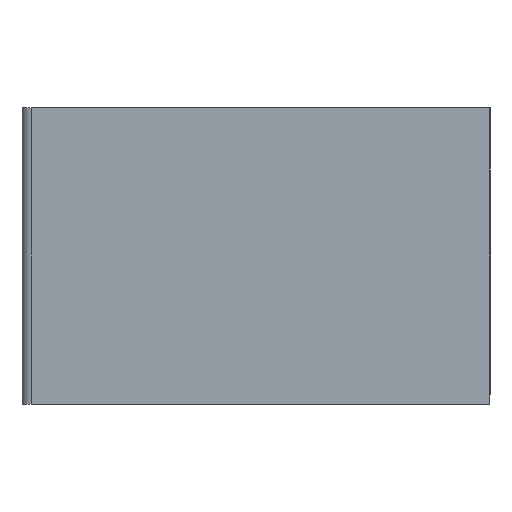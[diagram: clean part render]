
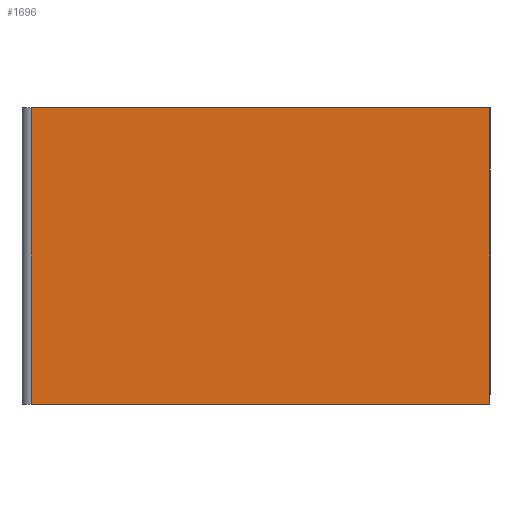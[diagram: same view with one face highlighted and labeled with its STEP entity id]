
A CAD part, left-side view. The second image highlights one B-rep face of the part: STEP entity #1696.
In plain terms, the highlighted planar face has unit normal (-1, 0, 0).
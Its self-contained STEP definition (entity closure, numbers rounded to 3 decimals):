
#107 = VERTEX_POINT('',#108);
#108 = CARTESIAN_POINT('',(0.,147.,0.));
#115 = EDGE_CURVE('',#107,#116,#118,.T.);
#116 = VERTEX_POINT('',#117);
#117 = CARTESIAN_POINT('',(0.,0.,0.));
#118 = LINE('',#119,#120);
#119 = CARTESIAN_POINT('',(0.,150.,0.));
#120 = VECTOR('',#121,1.);
#121 = DIRECTION('',(0.,-1.,0.));
#694 = EDGE_CURVE('',#116,#695,#697,.T.);
#695 = VERTEX_POINT('',#696);
#696 = CARTESIAN_POINT('',(0.,0.,95.));
#697 = LINE('',#698,#699);
#698 = CARTESIAN_POINT('',(0.,0.,0.));
#699 = VECTOR('',#700,1.);
#700 = DIRECTION('',(0.,0.,1.));
#1696 = ADVANCED_FACE('',(#1697),#1715,.F.);
#1697 = FACE_BOUND('',#1698,.F.);
#1698 = EDGE_LOOP('',(#1699,#1700,#1708,#1714));
#1699 = ORIENTED_EDGE('',*,*,#115,.F.);
#1700 = ORIENTED_EDGE('',*,*,#1701,.T.);
#1701 = EDGE_CURVE('',#107,#1702,#1704,.T.);
#1702 = VERTEX_POINT('',#1703);
#1703 = CARTESIAN_POINT('',(0.,147.,95.));
#1704 = LINE('',#1705,#1706);
#1705 = CARTESIAN_POINT('',(0.,147.,0.));
#1706 = VECTOR('',#1707,1.);
#1707 = DIRECTION('',(0.,0.,1.));
#1708 = ORIENTED_EDGE('',*,*,#1709,.T.);
#1709 = EDGE_CURVE('',#1702,#695,#1710,.T.);
#1710 = LINE('',#1711,#1712);
#1711 = CARTESIAN_POINT('',(0.,150.,95.));
#1712 = VECTOR('',#1713,1.);
#1713 = DIRECTION('',(0.,-1.,0.));
#1714 = ORIENTED_EDGE('',*,*,#694,.F.);
#1715 = PLANE('',#1716);
#1716 = AXIS2_PLACEMENT_3D('',#1717,#1718,#1719);
#1717 = CARTESIAN_POINT('',(0.,150.,0.));
#1718 = DIRECTION('',(1.,0.,0.));
#1719 = DIRECTION('',(0.,-1.,0.));
